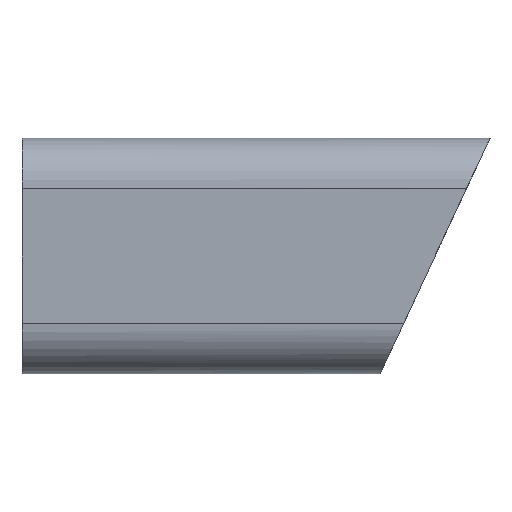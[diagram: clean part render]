
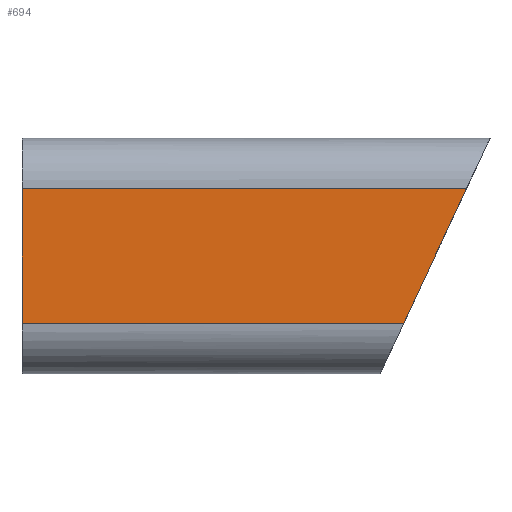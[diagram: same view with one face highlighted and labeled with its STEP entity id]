
A CAD part, left-side view. The second image highlights one B-rep face of the part: STEP entity #694.
In plain terms, the highlighted planar face has unit normal (-1, 0, 0).
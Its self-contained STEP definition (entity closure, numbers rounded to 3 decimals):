
#35=LINE('',#1069,#93);
#36=LINE('',#1071,#94);
#37=LINE('',#1073,#95);
#38=LINE('',#1074,#96);
#93=VECTOR('',#849,1000.);
#94=VECTOR('',#850,1000.);
#95=VECTOR('',#851,1000.);
#96=VECTOR('',#852,1000.);
#173=FACE_OUTER_BOUND('',#214,.T.);
#214=EDGE_LOOP('',(#475,#476,#477,#478));
#299=VERTEX_POINT('',#1067);
#300=VERTEX_POINT('',#1068);
#301=VERTEX_POINT('',#1070);
#302=VERTEX_POINT('',#1072);
#369=EDGE_CURVE('',#299,#300,#35,.T.);
#370=EDGE_CURVE('',#299,#301,#36,.T.);
#371=EDGE_CURVE('',#302,#301,#37,.T.);
#372=EDGE_CURVE('',#300,#302,#38,.T.);
#475=ORIENTED_EDGE('',*,*,#369,.F.);
#476=ORIENTED_EDGE('',*,*,#370,.T.);
#477=ORIENTED_EDGE('',*,*,#371,.F.);
#478=ORIENTED_EDGE('',*,*,#372,.F.);
#671=PLANE('',#753);
#694=ADVANCED_FACE('',(#173),#671,.T.);
#753=AXIS2_PLACEMENT_3D('',#1066,#847,#848);
#847=DIRECTION('center_axis',(-1.,0.,0.));
#848=DIRECTION('ref_axis',(0.,0.,1.));
#849=DIRECTION('',(0.,1.,0.));
#850=DIRECTION('',(0.,-0.423,0.906));
#851=DIRECTION('',(0.,-1.,0.));
#852=DIRECTION('',(0.,0.,1.));
#1066=CARTESIAN_POINT('Origin',(-21.95,-32.,-23.25));
#1067=CARTESIAN_POINT('',(-21.95,-45.671,-20.25));
#1068=CARTESIAN_POINT('',(-21.95,-23.,-20.25));
#1069=CARTESIAN_POINT('',(-21.95,-32.,-20.25));
#1070=CARTESIAN_POINT('',(-21.95,-49.401,-12.25));
#1071=CARTESIAN_POINT('',(-21.95,-43.176,-25.6));
#1072=CARTESIAN_POINT('',(-21.95,-23.,-12.25));
#1073=CARTESIAN_POINT('',(-21.95,-32.,-12.25));
#1074=CARTESIAN_POINT('',(-21.95,-23.,-12.25));
